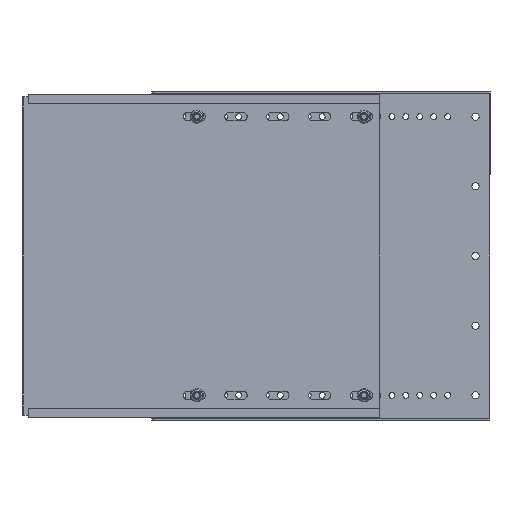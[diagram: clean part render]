
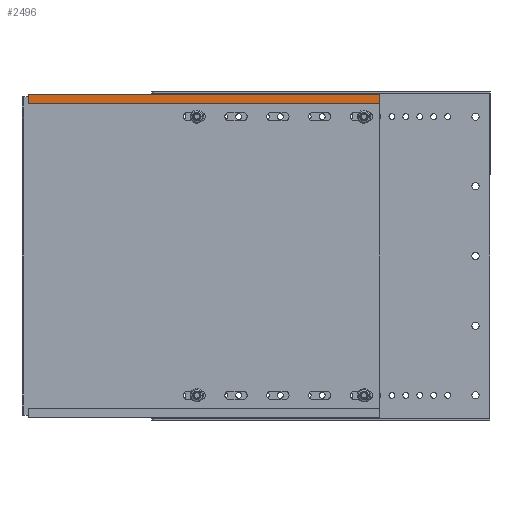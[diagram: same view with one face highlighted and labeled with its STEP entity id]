
A CAD part, front view. The second image highlights one B-rep face of the part: STEP entity #2496.
In plain terms, the highlighted planar face has unit normal (0, -1, 0).
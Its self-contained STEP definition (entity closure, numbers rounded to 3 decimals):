
#132 = VERTEX_POINT ( 'NONE', #974 ) ;
#902 = ORIENTED_EDGE ( 'NONE', *, *, #8413, .F. ) ;
#912 = FACE_OUTER_BOUND ( 'NONE', #4013, .T. ) ;
#955 = PLANE ( 'NONE',  #6442 ) ;
#974 = CARTESIAN_POINT ( 'NONE',  ( -98.75, -1.6, 145.25 ) ) ;
#1600 = CARTESIAN_POINT ( 'NONE',  ( -413.75, -1.6, 136.7 ) ) ;
#2006 = VECTOR ( 'NONE', #9359, 1000. ) ;
#2298 = VECTOR ( 'NONE', #9727, 1000. ) ;
#2496 = ADVANCED_FACE ( 'NONE', ( #912 ), #955, .T. ) ;
#2641 = CARTESIAN_POINT ( 'NONE',  ( -422.845, -1.6, 145.25 ) ) ;
#2743 = EDGE_CURVE ( 'NONE', #8716, #3974, #7117, .T. ) ;
#3638 = VERTEX_POINT ( 'NONE', #6398 ) ;
#3845 = VECTOR ( 'NONE', #9662, 1000. ) ;
#3897 = VECTOR ( 'NONE', #5227, 1000. ) ;
#3936 = LINE ( 'NONE', #2641, #2298 ) ;
#3974 = VERTEX_POINT ( 'NONE', #6842 ) ;
#4013 = EDGE_LOOP ( 'NONE', ( #6626, #6074, #902, #9759 ) ) ;
#4030 = DIRECTION ( 'NONE',  ( 0., -1., 0. ) ) ;
#5227 = DIRECTION ( 'NONE',  ( -1., 0., 0. ) ) ;
#5271 = EDGE_CURVE ( 'NONE', #132, #3638, #5581, .T. ) ;
#5581 = LINE ( 'NONE', #8767, #3845 ) ;
#6074 = ORIENTED_EDGE ( 'NONE', *, *, #5271, .F. ) ;
#6398 = CARTESIAN_POINT ( 'NONE',  ( -98.75, -1.6, 136.7 ) ) ;
#6442 = AXIS2_PLACEMENT_3D ( 'NONE', #8167, #4030, #8068 ) ;
#6626 = ORIENTED_EDGE ( 'NONE', *, *, #7730, .F. ) ;
#6842 = CARTESIAN_POINT ( 'NONE',  ( -413.75, -1.6, 145.25 ) ) ;
#6995 = LINE ( 'NONE', #9393, #3897 ) ;
#7011 = CARTESIAN_POINT ( 'NONE',  ( -413.75, -1.6, 140.2 ) ) ;
#7117 = LINE ( 'NONE', #7011, #2006 ) ;
#7730 = EDGE_CURVE ( 'NONE', #3638, #8716, #6995, .T. ) ;
#8068 = DIRECTION ( 'NONE',  ( 0., 0., -1. ) ) ;
#8167 = CARTESIAN_POINT ( 'NONE',  ( -256.25, -1.6, 140.2 ) ) ;
#8413 = EDGE_CURVE ( 'NONE', #3974, #132, #3936, .T. ) ;
#8716 = VERTEX_POINT ( 'NONE', #1600 ) ;
#8767 = CARTESIAN_POINT ( 'NONE',  ( -98.75, -1.6, 140.2 ) ) ;
#9359 = DIRECTION ( 'NONE',  ( 0., 0., 1. ) ) ;
#9393 = CARTESIAN_POINT ( 'NONE',  ( -256.25, -1.6, 136.7 ) ) ;
#9662 = DIRECTION ( 'NONE',  ( 0., 0., -1. ) ) ;
#9727 = DIRECTION ( 'NONE',  ( 1., 0., 0. ) ) ;
#9759 = ORIENTED_EDGE ( 'NONE', *, *, #2743, .F. ) ;
